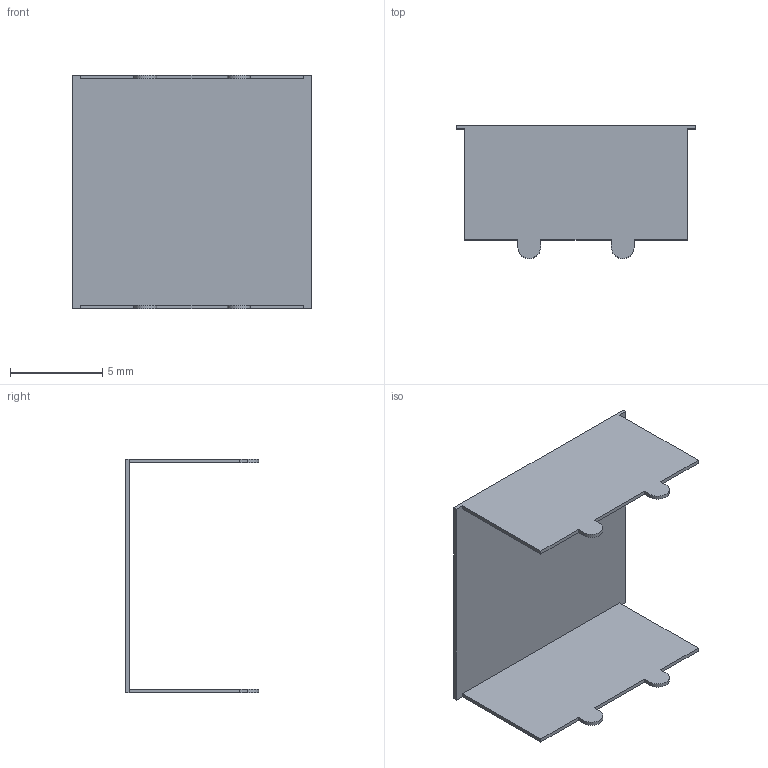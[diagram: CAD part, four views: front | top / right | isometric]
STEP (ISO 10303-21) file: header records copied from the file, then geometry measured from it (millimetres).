
FILE_DESCRIPTION(/* description */ ('Angle Mount Miniature Rockers- Switch - Shroud - Series M - Miniature Toggle'),/* implementation_level */ '2;1');
FILE_NAME(/* name */ 'M20_ang_t_shorud2830TX_switch.ipt.step',/* time_stamp */ '2014-01-07T11:14:06-08:00',/* author */ ('Cadenas PARTsolutions'),/* organization */ (''),/* preprocessor_version */ 'ST-DEVELOPER v15.2',/* originating_system */ 'Autodesk Inventor 2014',/* authorisation */ '');
FILE_SCHEMA (('AUTOMOTIVE_DESIGN { 1 0 10303 214 3 1 1 }'));
Length unit declared in the file: inch
Products named in the file (1): M20_ang_t_shorud2830TX_switch
Bounding box: 13 x 7.24 x 12.7 mm (x, y, z)
Volume: 64 mm3; surface area: 646.3 mm2
Topology: 1 solids, 1 shells, 30 faces, 84 edges, 56 vertices
Faces by surface type: plane 26, cylinder 4
Entity records: 979 total; most frequent: CARTESIAN_POINT 171, ORIENTED_EDGE 168, DIRECTION 154, EDGE_CURVE 84, LINE 76, VECTOR 76, VERTEX_POINT 56, AXIS2_PLACEMENT_3D 39
